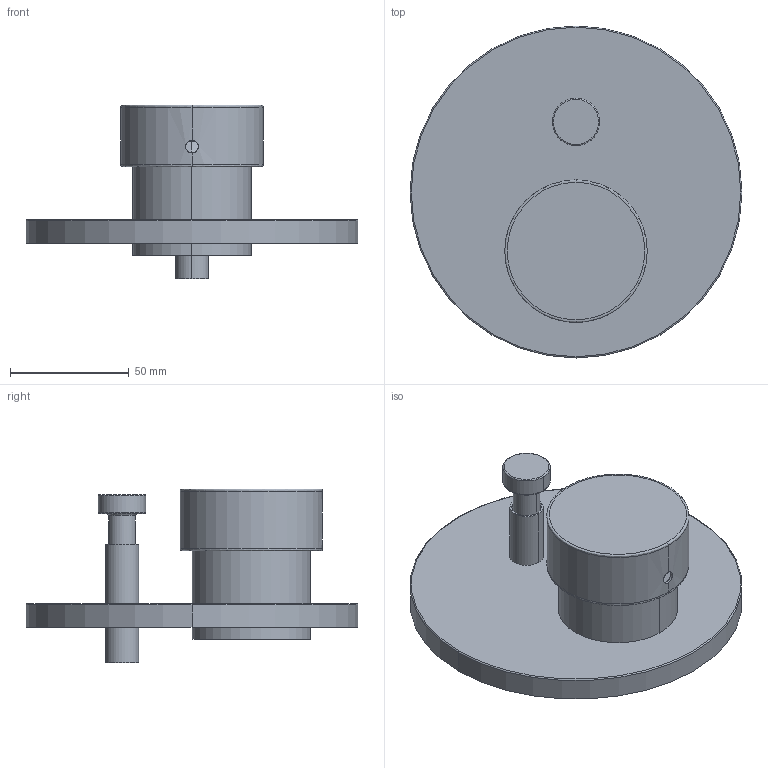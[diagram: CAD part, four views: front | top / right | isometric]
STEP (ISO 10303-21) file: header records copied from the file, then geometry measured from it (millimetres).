
FILE_DESCRIPTION((''),'2;1');
FILE_NAME('76226_ASM','2024-10-12T18:19:35',('PC'),(''),'CREO PARAMETRIC BY PTC INC, 2024063','CREO PARAMETRIC BY PTC INC, 2024063','');
FILE_SCHEMA(('CONFIG_CONTROL_DESIGN','SHAPE_APPEARANCE_LAYERS_GROUPS'));
Length unit declared in the file: millimetre
Products named in the file (9): 140-110; JQT; 14-194; 76226-MB_ASM; 911238; 00; 0200; 951185; 76226_ASM
Assembly tree (8 placements, depth 3):
  76226_ASM
    76226-MB_ASM
      140-110
      JQT
      14-194
    911238
    00
    0200
    951185
Bounding box: 140 x 140 x 73.3 mm (x, y, z)
Volume: 53823.6 mm3; surface area: 78568 mm2
Topology: 7 solids, 7 shells, 166 faces, 374 edges, 231 vertices
Faces by surface type: cylinder 74, plane 40, cone 28, torus 16, bspline 4, revolution 4
Entity records: 5637 total; most frequent: CARTESIAN_POINT 1217, DIRECTION 902, ORIENTED_EDGE 744, AXIS2_PLACEMENT_3D 392, EDGE_CURVE 372, VERTEX_POINT 231, CIRCLE 214, EDGE_LOOP 193
